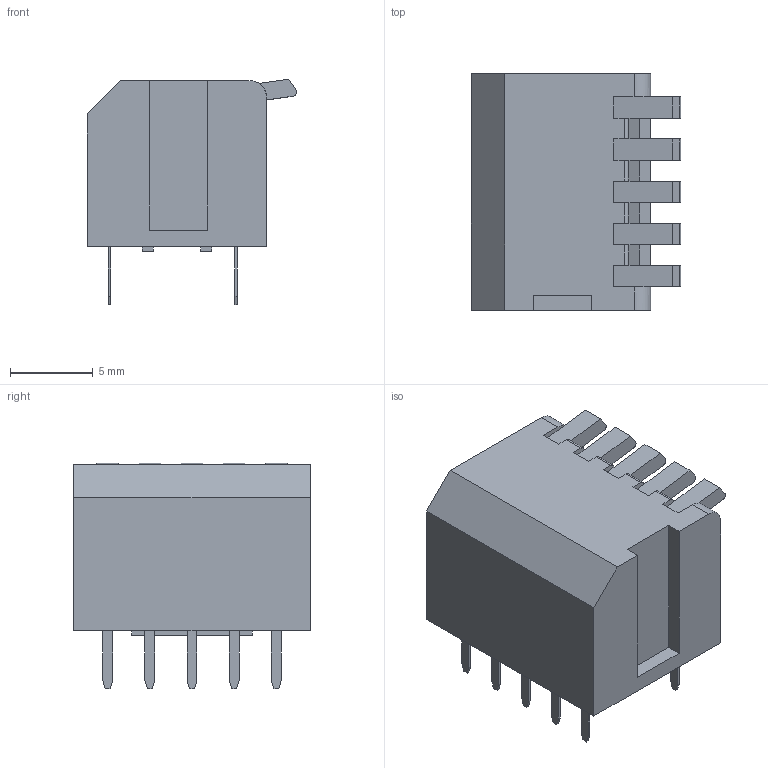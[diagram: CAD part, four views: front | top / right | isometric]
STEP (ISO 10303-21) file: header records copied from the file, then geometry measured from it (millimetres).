
FILE_DESCRIPTION((' '),'2;1');
FILE_NAME('KAP1105E.stp','2017-08-02T10:58:19',(' '),(' '),' ','ACIS',' ');
FILE_SCHEMA(('CONFIG_CONTROL_DESIGN'));
Length unit declared in the file: inch
Products named in the file (1): KAP1105E.stp
Bounding box: 12.61 x 14.26 x 13.59 mm (x, y, z)
Volume: 1443.2 mm3; surface area: 977.2 mm2
Topology: 11 solids, 11 shells, 347 faces, 886 edges, 544 vertices
Faces by surface type: plane 285, bspline 46, cylinder 16
Entity records: 10644 total; most frequent: CARTESIAN_POINT 2481, ORIENTED_EDGE 1772, DIRECTION 1432, EDGE_CURVE 886, VECTOR 760, LINE 760, VERTEX_POINT 544, EDGE_LOOP 370
